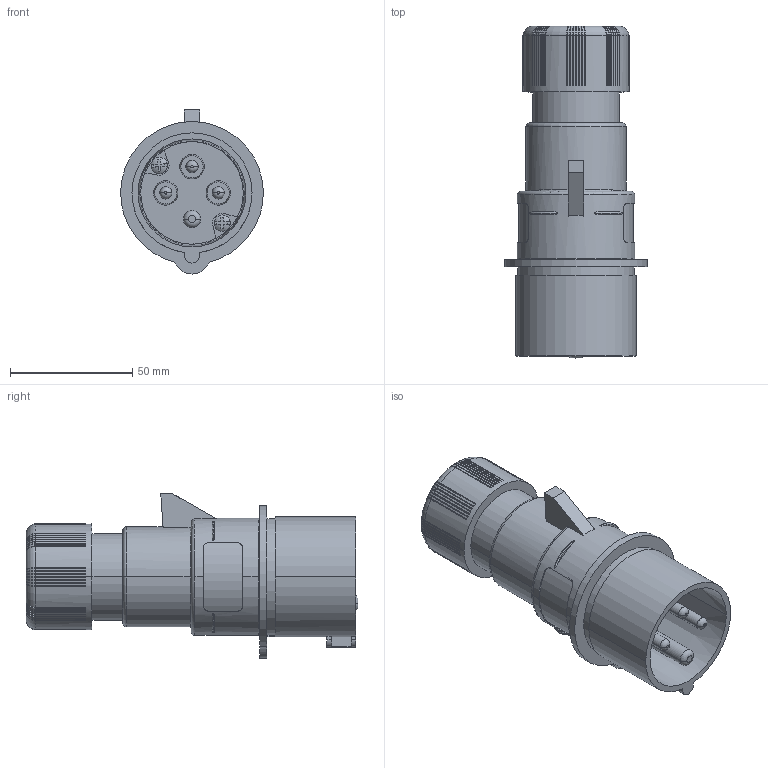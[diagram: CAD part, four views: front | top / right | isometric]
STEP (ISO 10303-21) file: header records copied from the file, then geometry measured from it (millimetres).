
FILE_DESCRIPTION(('Creo Elements/Direct Modeling STEP Export'),'2;1');
FILE_NAME('0ln7uvk4ar72d1a944','2017-05-22T14:09:40',(''),(''),'PTC Creo Elements/Direct Modeling STEP processor for AP214 (Solid Model)','PTC Creo Elements/Direct Modeling 19.0E 27-Jun-2016 (C) Parametric Technology GmbH','');
FILE_SCHEMA(('AUTOMOTIVE_DESIGN { 1 0 10303 214 1 1 1 1 }'));
Length unit declared in the file: millimetre
Products named in the file (2): PE_1664_SV
Assembly tree (1 placements, depth 2):
  PE_1664_SV
    PE_1664_SV
Bounding box: 58.46 x 136 x 67.25 mm (x, y, z)
Volume: 144488.7 mm3; surface area: 45902.7 mm2
Topology: 1 solids, 1 shells, 598 faces, 1588 edges, 902 vertices
Faces by surface type: plane 266, cylinder 114, revolution 112, torus 84, cone 22
Entity records: 36671 total; most frequent: CARTESIAN_POINT 19208, ORIENTED_EDGE 2952, DIRECTION 2176, EDGE_CURVE 1476, VERTEX_POINT 902, AXIS2_PLACEMENT_3D 758, EDGE_LOOP 620, COLOUR_RGB 599
